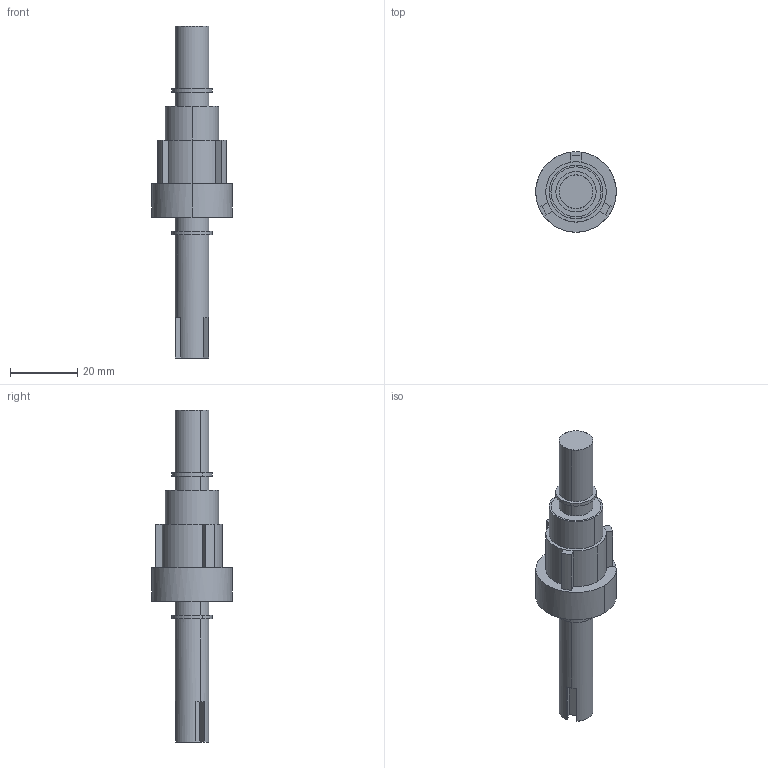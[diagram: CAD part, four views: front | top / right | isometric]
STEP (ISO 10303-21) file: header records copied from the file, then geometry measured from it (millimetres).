
FILE_DESCRIPTION(/* description */ ('VariCAD 2022-2.04 AP-214'),/* implementation_level */ '2;1');
FILE_NAME(/* name */ 'shaft.stp',/* time_stamp */ '2022-10-10T21:32:51-05:00',/* author */ (''),/* organization */ (''),/* preprocessor_version */ 'VariCAD 2022-2.04',/* originating_system */ 'VariCAD 2022-2.04; kernel version (20180118)',/* authorisation */ '');
FILE_SCHEMA(('AUTOMOTIVE_DESIGN'));
Length unit declared in the file: millimetre
Products named in the file (2): shaft
Assembly tree (1 placements, depth 2):
  shaft
    (unnamed)
Bounding box: 24 x 24 x 99 mm (x, y, z)
Volume: 15107.3 mm3; surface area: 5491.9 mm2
Topology: 1 solids, 1 shells, 73 faces, 172 edges, 110 vertices
Faces by surface type: plane 50, cylinder 23
Entity records: 2165 total; most frequent: DIRECTION 391, CARTESIAN_POINT 374, ORIENTED_EDGE 344, EDGE_CURVE 172, AXIS2_PLACEMENT_3D 145, VERTEX_POINT 110, LINE 101, VECTOR 101
